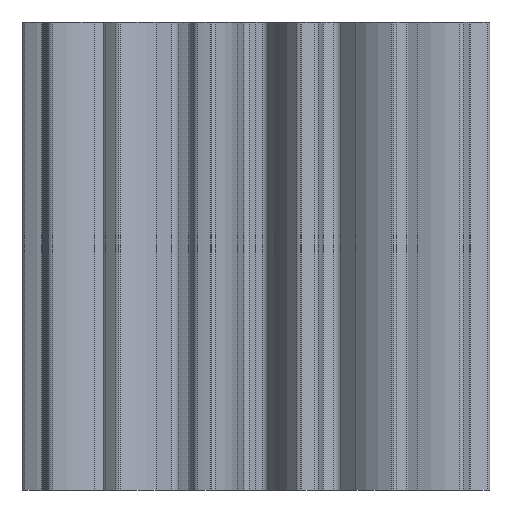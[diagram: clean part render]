
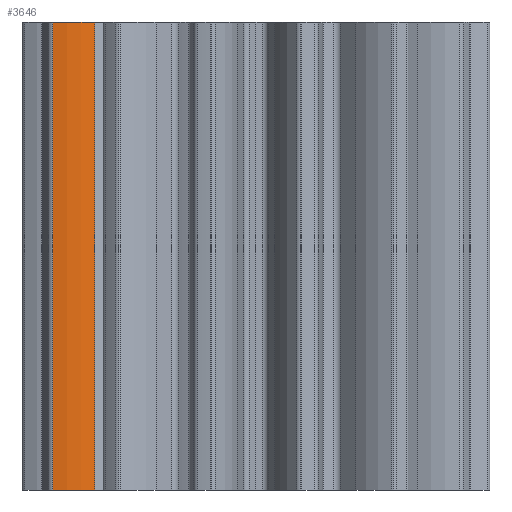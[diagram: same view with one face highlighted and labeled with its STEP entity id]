
A CAD part, left-side view. The second image highlights one B-rep face of the part: STEP entity #3646.
In plain terms, the highlighted free-form (B-spline) face has degree [3, 1] with [5, 2] control points.
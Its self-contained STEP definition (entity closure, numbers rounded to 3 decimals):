
#285 = EDGE_LOOP ( 'NONE', ( #2377, #2379, #2378, #2380 ) ) ;
#704 = CARTESIAN_POINT ( 'NONE',  ( -1.791, 2.758, 8. ) ) ;
#705 = CARTESIAN_POINT ( 'NONE',  ( -1.791, 2.758, 0. ) ) ;
#706 = CARTESIAN_POINT ( 'NONE',  ( -1.887, 3.478, 8. ) ) ;
#707 = CARTESIAN_POINT ( 'NONE',  ( -1.887, 3.478, 0. ) ) ;
#866 = CARTESIAN_POINT ( 'NONE',  ( -1.887, 3.478, 8. ) ) ;
#867 = CARTESIAN_POINT ( 'NONE',  ( -1.887, 3.478, 0. ) ) ;
#868 = CARTESIAN_POINT ( 'NONE',  ( -1.901, 3.359, 8. ) ) ;
#869 = CARTESIAN_POINT ( 'NONE',  ( -1.901, 3.359, 0. ) ) ;
#870 = CARTESIAN_POINT ( 'NONE',  ( -1.902, 3.112, 8. ) ) ;
#871 = CARTESIAN_POINT ( 'NONE',  ( -1.902, 3.112, 0. ) ) ;
#872 = CARTESIAN_POINT ( 'NONE',  ( -1.837, 2.874, 8. ) ) ;
#873 = CARTESIAN_POINT ( 'NONE',  ( -1.837, 2.874, 0. ) ) ;
#874 = CARTESIAN_POINT ( 'NONE',  ( -1.791, 2.758, 8. ) ) ;
#875 = CARTESIAN_POINT ( 'NONE',  ( -1.791, 2.758, 0. ) ) ;
#1926 = VERTEX_POINT ( 'NONE', #704 ) ;
#1927 = VERTEX_POINT ( 'NONE', #705 ) ;
#1928 = VERTEX_POINT ( 'NONE', #706 ) ;
#1929 = VERTEX_POINT ( 'NONE', #707 ) ;
#2377 = ORIENTED_EDGE ( 'NONE', *, *, #3908, .T. ) ;
#2378 = ORIENTED_EDGE ( 'NONE', *, *, #3909, .F. ) ;
#2379 = ORIENTED_EDGE ( 'NONE', *, *, #3907, .F. ) ;
#2380 = ORIENTED_EDGE ( 'NONE', *, *, #3904, .T. ) ;
#2934 = B_SPLINE_CURVE_WITH_KNOTS ( 'NONE', 3,
 ( #4716, #4717, #4718, #4719, #4720 ),
 .UNSPECIFIED., .F., .F.,
 ( 4, 1, 4 ),
 ( 0., 0.362, 0.738 ),
 .UNSPECIFIED. ) ;
#2936 = B_SPLINE_CURVE_WITH_KNOTS ( 'NONE', 3,
 ( #4708, #4712, #4713, #4714, #4715 ),
 .UNSPECIFIED., .F., .F.,
 ( 4, 1, 4 ),
 ( 0., 0.362, 0.738 ),
 .UNSPECIFIED. ) ;
#3262 = VECTOR ( 'NONE', #4711, 1000. ) ;
#3265 = VECTOR ( 'NONE', #4702, 1000. ) ;
#3458 = FACE_OUTER_BOUND ( 'NONE', #285, .T. ) ;
#3612 = B_SPLINE_SURFACE_WITH_KNOTS ( 'NONE', 3, 1, ( 
 ( #866, #867 ),
 ( #868, #869 ),
 ( #870, #871 ),
 ( #872, #873 ),
 ( #874, #875 ) ),
 .UNSPECIFIED., .F., .F., .F.,
 ( 4, 1, 4 ),
 ( 2, 2 ),
 ( 0., 0.362, 0.738 ),
 ( 0., 1. ),
 .UNSPECIFIED. ) ;
#3646 = ADVANCED_FACE ( 'NONE', ( #3458 ), #3612, .F. ) ;
#3904 = EDGE_CURVE ( 'NONE', #1928, #1929, #4700, .T. ) ;
#3907 = EDGE_CURVE ( 'NONE', #1926, #1927, #4709, .T. ) ;
#3908 = EDGE_CURVE ( 'NONE', #1929, #1927, #2936, .T. ) ;
#3909 = EDGE_CURVE ( 'NONE', #1928, #1926, #2934, .T. ) ;
#4700 = LINE ( 'NONE', #4701, #3265 ) ;
#4701 = CARTESIAN_POINT ( 'NONE',  ( -1.887, 3.478, 8. ) ) ;
#4702 = DIRECTION ( 'NONE',  ( 0., 0., -1. ) ) ;
#4708 = CARTESIAN_POINT ( 'NONE',  ( -1.887, 3.478, 0. ) ) ;
#4709 = LINE ( 'NONE', #4710, #3262 ) ;
#4710 = CARTESIAN_POINT ( 'NONE',  ( -1.791, 2.758, 8. ) ) ;
#4711 = DIRECTION ( 'NONE',  ( 0., 0., -1. ) ) ;
#4712 = CARTESIAN_POINT ( 'NONE',  ( -1.901, 3.359, 0. ) ) ;
#4713 = CARTESIAN_POINT ( 'NONE',  ( -1.902, 3.112, 0. ) ) ;
#4714 = CARTESIAN_POINT ( 'NONE',  ( -1.837, 2.874, 0. ) ) ;
#4715 = CARTESIAN_POINT ( 'NONE',  ( -1.791, 2.758, 0. ) ) ;
#4716 = CARTESIAN_POINT ( 'NONE',  ( -1.887, 3.478, 8. ) ) ;
#4717 = CARTESIAN_POINT ( 'NONE',  ( -1.901, 3.359, 8. ) ) ;
#4718 = CARTESIAN_POINT ( 'NONE',  ( -1.902, 3.112, 8. ) ) ;
#4719 = CARTESIAN_POINT ( 'NONE',  ( -1.837, 2.874, 8. ) ) ;
#4720 = CARTESIAN_POINT ( 'NONE',  ( -1.791, 2.758, 8. ) ) ;
